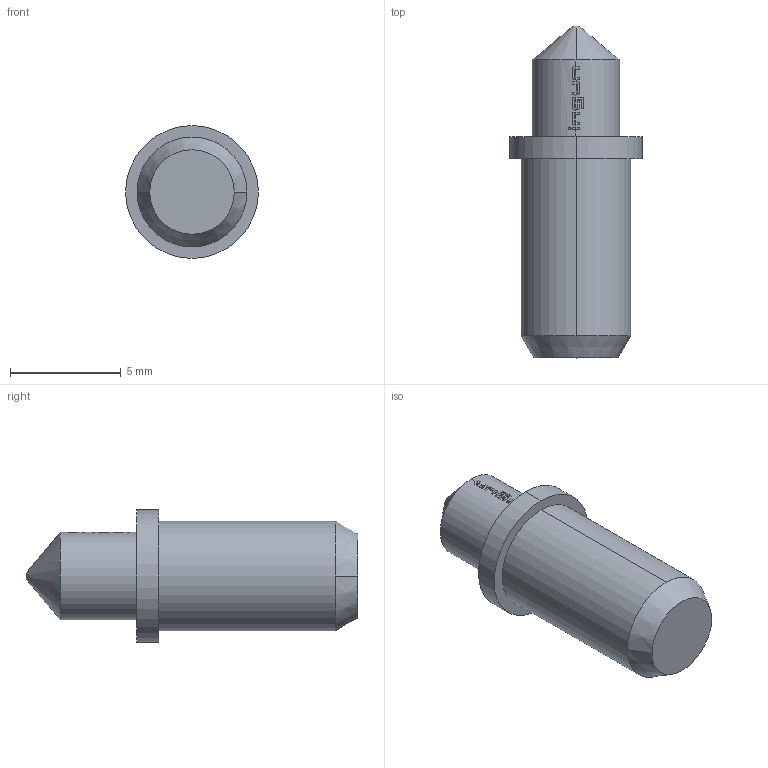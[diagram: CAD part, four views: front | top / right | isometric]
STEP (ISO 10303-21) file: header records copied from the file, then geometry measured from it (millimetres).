
FILE_DESCRIPTION (( 'STEP AP203' ), '1' );
FILE_NAME ('INGUN_GKS-365_113_400_A_xx01_S.STEP', '2022-01-31T09:31:07', ( 'ochi' ), ( '' ), 'SwSTEP 2.0', 'SolidWorks 2018', '' );
FILE_SCHEMA (( 'CONFIG_CONTROL_DESIGN' ));
Length unit declared in the file: millimetre
Products named in the file (1): INGUN_GKS-365_113_400_A_xx01_S
Bounding box: 6 x 15 x 6 mm (x, y, z)
Volume: 247.9 mm3; surface area: 255.1 mm2
Topology: 1 solids, 1 shells, 96 faces, 272 edges, 181 vertices
Faces by surface type: bspline 42, cylinder 25, plane 23, cone 4, sphere 2
Entity records: 4190 total; most frequent: CARTESIAN_POINT 2163, ORIENTED_EDGE 544, EDGE_CURVE 272, B_SPLINE_CURVE_WITH_KNOTS 222, DIRECTION 182, VERTEX_POINT 181, EDGE_LOOP 99, ADVANCED_FACE 96
